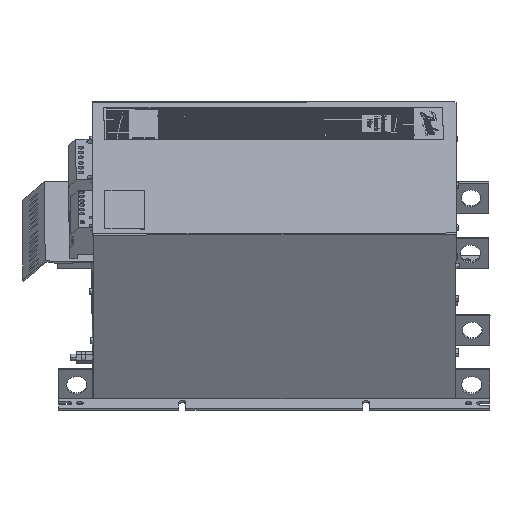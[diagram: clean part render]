
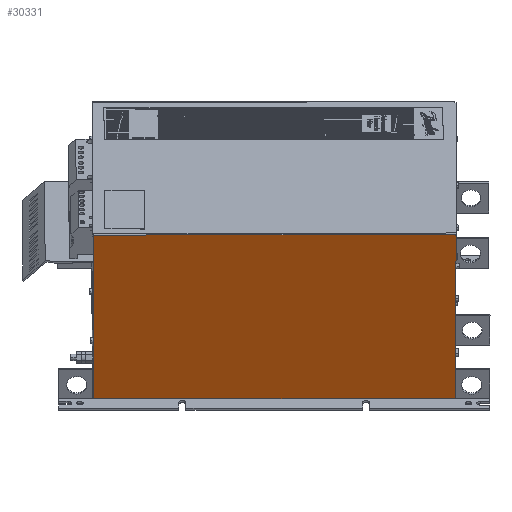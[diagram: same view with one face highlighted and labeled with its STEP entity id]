
A CAD part, front view. The second image highlights one B-rep face of the part: STEP entity #30331.
In plain terms, the highlighted planar face has unit normal (0.005, -0.858, -0.513).
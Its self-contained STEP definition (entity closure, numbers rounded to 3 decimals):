
#4632=DIRECTION('',(-1.,-0.006,0.));
#4633=VECTOR('',#4632,0.806);
#4634=CARTESIAN_POINT('',(164.144,51.874,-100.71));
#4635=LINE('',#4634,#4633);
#5944=DIRECTION('',(0.003,-0.513,0.858));
#5945=VECTOR('',#5944,122.854);
#5946=CARTESIAN_POINT('',(163.345,175.803,-307.986));
#5947=LINE('',#5946,#5945);
#5948=DIRECTION('',(0.003,-0.513,0.858));
#5949=VECTOR('',#5948,118.646);
#5950=CARTESIAN_POINT('',(163.751,112.759,-202.543));
#5951=LINE('',#5950,#5949);
#9050=DIRECTION('',(0.,-0.513,0.858));
#9051=VECTOR('',#9050,1.52);
#9052=CARTESIAN_POINT('',(163.338,51.869,-100.71));
#9053=LINE('',#9052,#9051);
#9058=DIRECTION('',(-1.,-0.006,0.));
#9059=VECTOR('',#9058,459.201);
#9060=CARTESIAN_POINT('',(163.345,175.803,-307.986));
#9061=LINE('',#9060,#9059);
#9062=DIRECTION('',(0.,-0.513,0.858));
#9063=VECTOR('',#9062,241.501);
#9064=CARTESIAN_POINT('',(-295.848,173.011,
-307.885));
#9065=LINE('',#9064,#9063);
#9066=DIRECTION('',(1.,0.004,0.003));
#9067=VECTOR('',#9066,459.191);
#9068=CARTESIAN_POINT('',(-295.848,49.077,
-100.609));
#9069=LINE('',#9068,#9067);
#19365=CARTESIAN_POINT('',(164.144,51.874,
-100.71));
#19366=VERTEX_POINT('',#19365);
#19367=CARTESIAN_POINT('',(163.338,51.869,
-100.71));
#19368=VERTEX_POINT('',#19367);
#19722=CARTESIAN_POINT('',(163.338,51.089,
-99.405));
#19723=VERTEX_POINT('',#19722);
#19724=CARTESIAN_POINT('',(-295.848,49.077,
-100.609));
#19725=VERTEX_POINT('',#19724);
#19726=CARTESIAN_POINT('',(163.345,175.803,
-307.986));
#19727=CARTESIAN_POINT('',(-295.848,173.011,
-307.885));
#19728=VERTEX_POINT('',#19726);
#19729=VERTEX_POINT('',#19727);
#19730=CARTESIAN_POINT('',(163.751,112.759,
-202.543));
#19731=VERTEX_POINT('',#19730);
#30317=CARTESIAN_POINT('',(164.144,51.874,
-100.71));
#30318=DIRECTION('',(0.005,-0.858,-0.513));
#30319=DIRECTION('',(-0.003,0.513,-0.858));
#30320=AXIS2_PLACEMENT_3D('',#30317,#30318,#30319);
#30321=PLANE('',#30320);
#30322=ORIENTED_EDGE('',*,*,#29972,.T.);
#30323=ORIENTED_EDGE('',*,*,#30269,.T.);
#30324=ORIENTED_EDGE('',*,*,#30285,.T.);
#30325=ORIENTED_EDGE('',*,*,#30310,.F.);
#30326=ORIENTED_EDGE('',*,*,#24586,.F.);
#30327=ORIENTED_EDGE('',*,*,#25471,.F.);
#30328=ORIENTED_EDGE('',*,*,#25469,.F.);
#30329=EDGE_LOOP('',(#30322,#30323,#30324,#30325,#30326,#30327,#30328));
#30330=FACE_OUTER_BOUND('',#30329,.F.);
#30331=ADVANCED_FACE('',(#30330),#30321,.T.);
#24586=EDGE_CURVE('',#19366,#19368,#4635,.T.);
#25469=EDGE_CURVE('',#19728,#19731,#5947,.T.);
#25471=EDGE_CURVE('',#19731,#19366,#5951,.T.);
#29972=EDGE_CURVE('',#19728,#19729,#9061,.T.);
#30269=EDGE_CURVE('',#19729,#19725,#9065,.T.);
#30285=EDGE_CURVE('',#19725,#19723,#9069,.T.);
#30310=EDGE_CURVE('',#19368,#19723,#9053,.T.);
